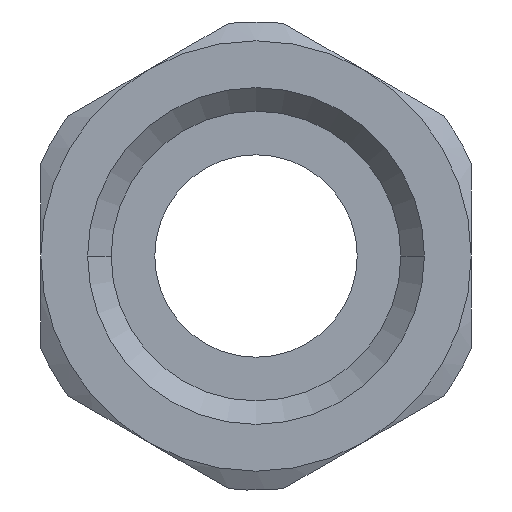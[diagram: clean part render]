
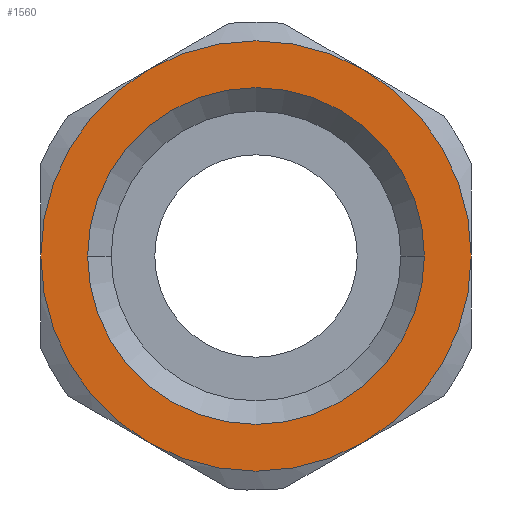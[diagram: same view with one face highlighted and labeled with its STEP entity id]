
A CAD part, front view. The second image highlights one B-rep face of the part: STEP entity #1560.
In plain terms, the highlighted planar face has unit normal (0, -1, 0).
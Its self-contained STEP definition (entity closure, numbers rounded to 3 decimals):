
#1560=ADVANCED_FACE('',(#3405,#3406),#3407,.T.);
#3405=FACE_OUTER_BOUND('',#6783,.T.);
#3406=FACE_BOUND('',#6784,.T.);
#3407=PLANE('',#6785);
#6783=EDGE_LOOP('',(#12489,#12490,#12491,#12492,#12493,#12494));
#6784=EDGE_LOOP('',(#12495,#12496));
#6785=AXIS2_PLACEMENT_3D('',#12497,#12498,#12499);
#12489=ORIENTED_EDGE('',*,*,#15477,.F.);
#12490=ORIENTED_EDGE('',*,*,#16858,.F.);
#12491=ORIENTED_EDGE('',*,*,#15507,.F.);
#12492=ORIENTED_EDGE('',*,*,#16859,.F.);
#12493=ORIENTED_EDGE('',*,*,#16339,.F.);
#12494=ORIENTED_EDGE('',*,*,#16860,.F.);
#12495=ORIENTED_EDGE('',*,*,#16861,.T.);
#12496=ORIENTED_EDGE('',*,*,#15314,.T.);
#12497=CARTESIAN_POINT('',(0.0,-14.5,0.0));
#12498=DIRECTION('',(0.0,-1.0,0.0));
#12499=DIRECTION('',(0.0,0.0,-1.0));
#15314=EDGE_CURVE('',#18048,#18045,#18049,.T.);
#15477=EDGE_CURVE('',#18323,#18326,#18327,.T.);
#15507=EDGE_CURVE('',#18338,#18378,#18379,.T.);
#16339=EDGE_CURVE('',#19674,#19677,#19678,.T.);
#16858=EDGE_CURVE('',#18378,#18323,#20376,.T.);
#16859=EDGE_CURVE('',#19677,#18338,#20377,.T.);
#16860=EDGE_CURVE('',#18326,#19674,#20378,.T.);
#16861=EDGE_CURVE('',#18045,#18048,#20379,.T.);
#18045=VERTEX_POINT('',#22083);
#18048=VERTEX_POINT('',#22087);
#18049=CIRCLE('',#22088,6.65);
#18323=VERTEX_POINT('',#22552);
#18326=VERTEX_POINT('',#22564);
#18327=CIRCLE('',#22565,8.5);
#18338=VERTEX_POINT('',#22604);
#18378=VERTEX_POINT('',#22670);
#18379=CIRCLE('',#22671,8.5);
#19674=VERTEX_POINT('',#24993);
#19677=VERTEX_POINT('',#25005);
#19678=CIRCLE('',#25006,8.5);
#20376=CIRCLE('',#26359,8.5);
#20377=CIRCLE('',#26360,8.5);
#20378=CIRCLE('',#26361,8.5);
#20379=CIRCLE('',#26362,6.65);
#22083=CARTESIAN_POINT('',(6.65,-14.5,0.0));
#22087=CARTESIAN_POINT('',(-6.65,-14.5,0.));
#22088=AXIS2_PLACEMENT_3D('',#27876,#27877,#27878);
#22552=CARTESIAN_POINT('',(8.5,-14.5,0.0));
#22564=CARTESIAN_POINT('',(4.25,-14.5,-7.361));
#22565=AXIS2_PLACEMENT_3D('',#28071,#28072,#28073);
#22604=CARTESIAN_POINT('',(-4.25,-14.5,7.361));
#22670=CARTESIAN_POINT('',(4.25,-14.5,7.361));
#22671=AXIS2_PLACEMENT_3D('',#28110,#28111,#28112);
#24993=CARTESIAN_POINT('',(-4.25,-14.5,-7.361));
#25005=CARTESIAN_POINT('',(-8.5,-14.5,0.0));
#25006=AXIS2_PLACEMENT_3D('',#29148,#29149,#29150);
#26359=AXIS2_PLACEMENT_3D('',#29664,#29665,#29666);
#26360=AXIS2_PLACEMENT_3D('',#29667,#29668,#29669);
#26361=AXIS2_PLACEMENT_3D('',#29670,#29671,#29672);
#26362=AXIS2_PLACEMENT_3D('',#29673,#29674,#29675);
#27876=CARTESIAN_POINT('',(0.0,-14.5,0.0));
#27877=DIRECTION('',(0.0,1.0,0.0));
#27878=DIRECTION('',(-1.0,0.0,0.0));
#28071=CARTESIAN_POINT('',(0.0,-14.5,0.0));
#28072=DIRECTION('',(-0.0,1.0,0.0));
#28073=DIRECTION('',(1.0,0.0,0.0));
#28110=CARTESIAN_POINT('',(0.0,-14.5,0.0));
#28111=DIRECTION('',(0.0,1.0,0.0));
#28112=DIRECTION('',(-0.5,0.0,0.866));
#29148=CARTESIAN_POINT('',(0.0,-14.5,0.0));
#29149=DIRECTION('',(0.0,1.0,0.0));
#29150=DIRECTION('',(-0.5,0.0,-0.866));
#29664=CARTESIAN_POINT('',(0.0,-14.5,0.0));
#29665=DIRECTION('',(-0.0,1.0,0.0));
#29666=DIRECTION('',(0.5,0.0,0.866));
#29667=CARTESIAN_POINT('',(0.0,-14.5,0.0));
#29668=DIRECTION('',(0.0,1.0,0.0));
#29669=DIRECTION('',(-1.0,0.0,0.0));
#29670=CARTESIAN_POINT('',(0.0,-14.5,0.0));
#29671=DIRECTION('',(0.0,1.0,0.0));
#29672=DIRECTION('',(0.5,0.0,-0.866));
#29673=CARTESIAN_POINT('',(0.0,-14.5,0.0));
#29674=DIRECTION('',(0.0,1.0,0.0));
#29675=DIRECTION('',(-1.0,0.0,0.0));
